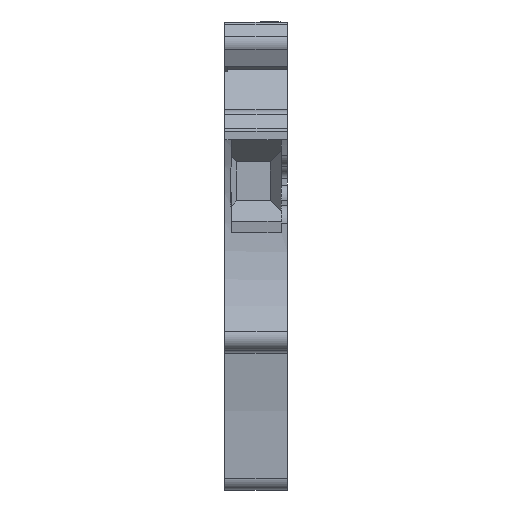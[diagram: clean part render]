
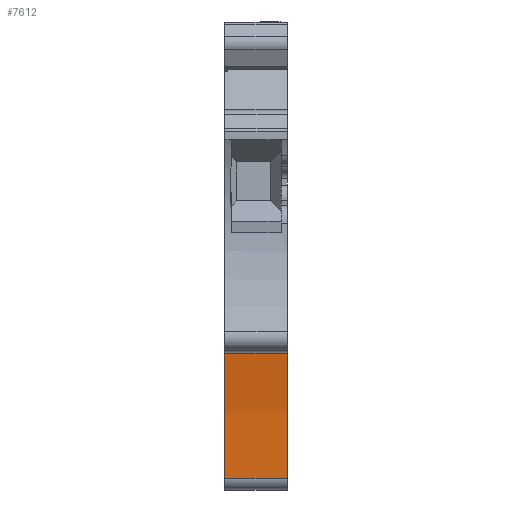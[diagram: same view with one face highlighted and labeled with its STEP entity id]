
A CAD part, left-side view. The second image highlights one B-rep face of the part: STEP entity #7612.
In plain terms, the highlighted free-form (B-spline) face has degree [3, 1] with [7, 2] control points.
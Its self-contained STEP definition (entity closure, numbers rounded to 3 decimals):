
#183=CARTESIAN_POINT('',(-24.129,0.,-5.033));
#184=VERTEX_POINT('',#183);
#192=CARTESIAN_POINT('',(-25.031,0.,5.255));
#193=VERTEX_POINT('',#192);
#194=CARTESIAN_POINT('',(-25.031,0.,5.255));
#195=CARTESIAN_POINT('',(-24.575,0.,2.79));
#196=CARTESIAN_POINT('',(-24.305,0.,0.299));
#197=CARTESIAN_POINT('',(-24.222,0.,-2.206));
#198=CARTESIAN_POINT('',(-24.191,0.,-3.149));
#199=CARTESIAN_POINT('',(-24.16,0.,-4.091));
#200=CARTESIAN_POINT('',(-24.129,0.,-5.033));
#201=(BOUNDED_CURVE()B_SPLINE_CURVE(3,(#194,#195,#196,#197,#198,#199,#200),.UNSPECIFIED.,.F.,.U.)B_SPLINE_CURVE_WITH_KNOTS((4,3,4),(0.,1.,1.377),.UNSPECIFIED.)CURVE()GEOMETRIC_REPRESENTATION_ITEM()RATIONAL_B_SPLINE_CURVE((1.,0.998,0.998,1.,1.,1.,1.))REPRESENTATION_ITEM(''));
#202=EDGE_CURVE('',#193,#184,#201,.T.);
#1435=CARTESIAN_POINT('',(-24.129,5.15,-5.033));
#1436=VERTEX_POINT('',#1435);
#1444=CARTESIAN_POINT('',(-25.031,5.15,5.255));
#1445=VERTEX_POINT('',#1444);
#1446=CARTESIAN_POINT('',(-25.031,5.15,5.255));
#1447=CARTESIAN_POINT('',(-24.575,5.15,2.79));
#1448=CARTESIAN_POINT('',(-24.305,5.15,0.299));
#1449=CARTESIAN_POINT('',(-24.222,5.15,-2.206));
#1450=CARTESIAN_POINT('',(-24.191,5.15,-3.149));
#1451=CARTESIAN_POINT('',(-24.16,5.15,-4.091));
#1452=CARTESIAN_POINT('',(-24.129,5.15,-5.033));
#1453=(BOUNDED_CURVE()B_SPLINE_CURVE(3,(#1446,#1447,#1448,#1449,#1450,#1451,#1452),.UNSPECIFIED.,.F.,.U.)B_SPLINE_CURVE_WITH_KNOTS((4,3,4),(0.,0.726,1.),.UNSPECIFIED.)CURVE()GEOMETRIC_REPRESENTATION_ITEM()RATIONAL_B_SPLINE_CURVE((1.,0.998,0.998,1.,1.,1.,1.))REPRESENTATION_ITEM(''));
#1454=EDGE_CURVE('',#1445,#1436,#1453,.T.);
#7581=CARTESIAN_POINT('',(-25.031,0.,5.255));
#7582=CARTESIAN_POINT('',(-25.031,5.15,5.255));
#7583=CARTESIAN_POINT('',(-24.575,0.,2.79));
#7584=CARTESIAN_POINT('',(-24.575,5.15,2.79));
#7585=CARTESIAN_POINT('',(-24.305,0.,0.299));
#7586=CARTESIAN_POINT('',(-24.305,5.15,0.299));
#7587=CARTESIAN_POINT('',(-24.222,0.,-2.206));
#7588=CARTESIAN_POINT('',(-24.222,5.15,-2.206));
#7589=CARTESIAN_POINT('',(-24.191,0.,-3.149));
#7590=CARTESIAN_POINT('',(-24.191,5.15,-3.149));
#7591=CARTESIAN_POINT('',(-24.16,0.,-4.091));
#7592=CARTESIAN_POINT('',(-24.16,5.15,-4.091));
#7593=CARTESIAN_POINT('',(-24.129,0.,-5.033));
#7594=CARTESIAN_POINT('',(-24.129,5.15,-5.033));
#7595=(BOUNDED_SURFACE()B_SPLINE_SURFACE(3,1,((#7581,#7582),(#7583,#7584),(#7585,#7586),(#7587,#7588),(#7589,#7590),(#7591,#7592),(#7593,#7594)),.UNSPECIFIED.,.F.,.F.,.U.)B_SPLINE_SURFACE_WITH_KNOTS((4,3,4),(2,2),(0.,1.,1.377),(0.,0.837),.UNSPECIFIED.)GEOMETRIC_REPRESENTATION_ITEM()RATIONAL_B_SPLINE_SURFACE(((1.,1.),(0.998,0.998),(0.998,0.998),(1.,1.),(1.,1.),(1.,1.),(1.,1.)))REPRESENTATION_ITEM('')SURFACE());
#7596=CARTESIAN_POINT('',(-25.031,5.15,5.255));
#7597=DIRECTION('',(0.,-1.,0.));
#7598=VECTOR('',#7597,5.15);
#7599=LINE('',#7596,#7598);
#7600=EDGE_CURVE('',#1445,#193,#7599,.T.);
#7601=ORIENTED_EDGE('E404',*,*,#7600,.T.);
#7602=ORIENTED_EDGE('E404',*,*,#202,.T.);
#7603=CARTESIAN_POINT('',(-24.129,0.,-5.033));
#7604=DIRECTION('',(0.,1.,0.));
#7605=VECTOR('',#7604,5.15);
#7606=LINE('',#7603,#7605);
#7607=EDGE_CURVE('',#184,#1436,#7606,.T.);
#7608=ORIENTED_EDGE('E405',*,*,#7607,.T.);
#7609=ORIENTED_EDGE('E405',*,*,#1454,.F.);
#7610=EDGE_LOOP('',(#7601,#7602,#7608,#7609));
#7611=FACE_OUTER_BOUND('',#7610,.F.);
#7612=ADVANCED_FACE('F191',(#7611),#7595,.F.);
